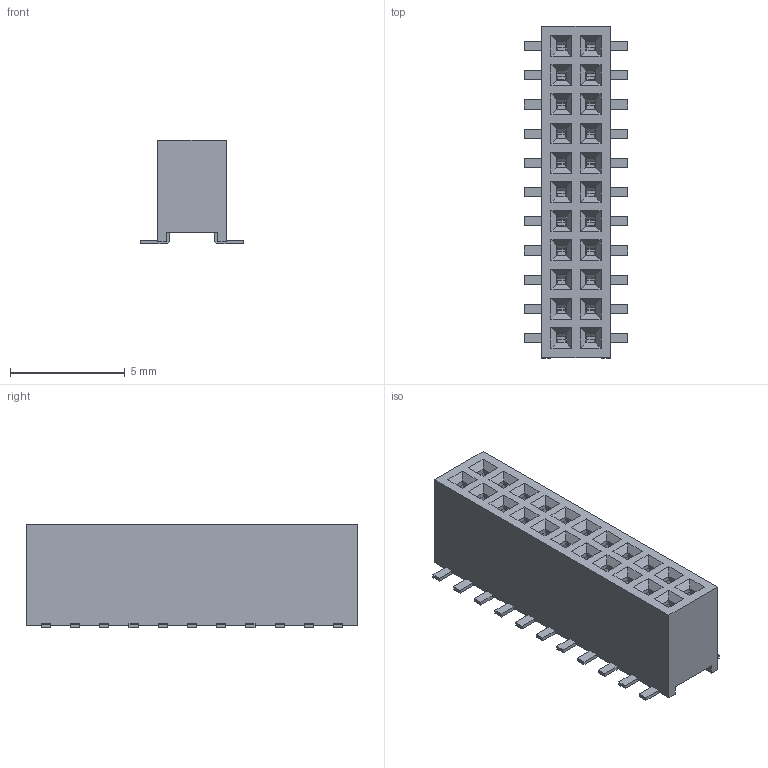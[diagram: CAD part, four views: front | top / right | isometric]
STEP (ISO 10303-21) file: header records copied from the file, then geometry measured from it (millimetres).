
FILE_DESCRIPTION(('FreeCAD Model'),'2;1');
FILE_NAME('FCI-20021321-00022T4LF.step', '2020-05-20T17:49:10',('Author'),(''), 'Open CASCADE STEP processor 7.3','FreeCAD','Unknown');
FILE_SCHEMA(('AUTOMOTIVE_DESIGN { 1 0 10303 214 1 1 1 1 }'));
Products named in the file (1): Compound
Bounding box: 4.5 x 14.43 x 4.5 mm (x, y, z)
Volume: 133.6 mm3; surface area: 776.9 mm2
Topology: 2 solids, 2 shells, 958 faces, 2632 edges, 1696 vertices
Faces by surface type: plane 804, cylinder 154
Entity records: 70681 total; most frequent: CARTESIAN_POINT 10815, DIRECTION 9946, LINE 6840, VECTOR 6840, ORIENTED_EDGE 5264, PCURVE 5264, DEFINITIONAL_REPRESENTATION 5264, EDGE_CURVE 2632
